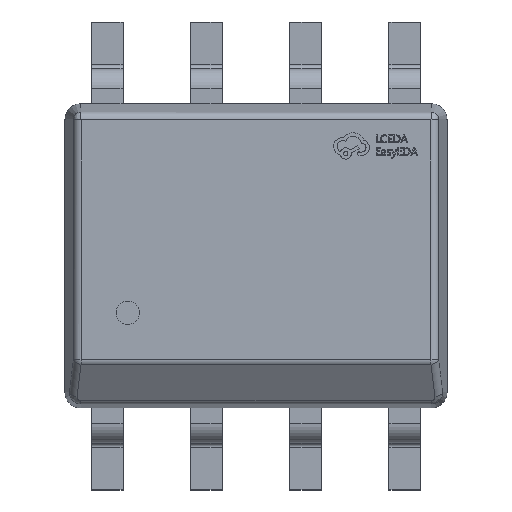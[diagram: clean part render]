
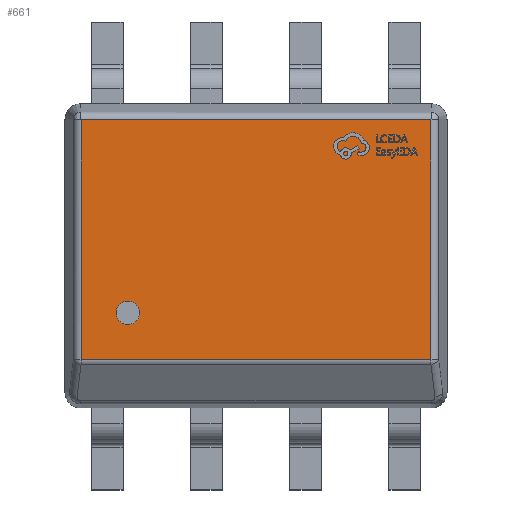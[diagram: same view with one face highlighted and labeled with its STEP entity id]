
A CAD part, top view. The second image highlights one B-rep face of the part: STEP entity #661.
In plain terms, the highlighted planar face has unit normal (0, 0, 1).
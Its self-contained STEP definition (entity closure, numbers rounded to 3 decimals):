
#535 = CARTESIAN_POINT ( 'NONE',  ( -2.243, 1.743, 0.8 ) ) ;
#538 = AXIS2_PLACEMENT_3D ( 'NONE', #14720, #4421, #16264 ) ;
#661 = ADVANCED_FACE ( 'NONE', ( #19463, #3078 ), #19571, .T. ) ;
#1189 = ORIENTED_EDGE ( 'NONE', *, *, #18837, .F. ) ;
#1863 = EDGE_CURVE ( 'NONE', #19754, #12917, #15177, .T. ) ;
#2369 = CIRCLE ( 'NONE', #5923, 0.15 ) ;
#3078 = FACE_OUTER_BOUND ( 'NONE', #21852, .T. ) ;
#3811 = EDGE_LOOP ( 'NONE', ( #20988, #1189 ) ) ;
#3895 = VECTOR ( 'NONE', #20235, 1000. ) ;
#4421 = DIRECTION ( 'NONE',  ( 0., 0., 1. ) ) ;
#5183 = VERTEX_POINT ( 'NONE', #18062 ) ;
#5258 = EDGE_CURVE ( 'NONE', #16760, #21613, #15422, .T. ) ;
#5323 = CIRCLE ( 'NONE', #7085, 0.15 ) ;
#5923 = AXIS2_PLACEMENT_3D ( 'NONE', #16804, #13286, #16355 ) ;
#6285 = LINE ( 'NONE', #14714, #7197 ) ;
#7085 = AXIS2_PLACEMENT_3D ( 'NONE', #21454, #11498, #18368 ) ;
#7197 = VECTOR ( 'NONE', #21341, 1000. ) ;
#7317 = CARTESIAN_POINT ( 'NONE',  ( -2.243, -1.333, 0.8 ) ) ;
#8725 = CARTESIAN_POINT ( 'NONE',  ( 2.243, 1.743, 0.8 ) ) ;
#9845 = ORIENTED_EDGE ( 'NONE', *, *, #5258, .T. ) ;
#10262 = CARTESIAN_POINT ( 'NONE',  ( -1.493, -0.733, 0.8 ) ) ;
#11114 = EDGE_CURVE ( 'NONE', #21613, #19754, #6285, .T. ) ;
#11498 = DIRECTION ( 'NONE',  ( 0., 0., 1. ) ) ;
#12917 = VERTEX_POINT ( 'NONE', #13682 ) ;
#13286 = DIRECTION ( 'NONE',  ( 0., 0., 1. ) ) ;
#13496 = VECTOR ( 'NONE', #16445, 1000. ) ;
#13682 = CARTESIAN_POINT ( 'NONE',  ( 2.243, -1.333, 0.8 ) ) ;
#14415 = ORIENTED_EDGE ( 'NONE', *, *, #11114, .T. ) ;
#14714 = CARTESIAN_POINT ( 'NONE',  ( -2.243, -1.364, 0.8 ) ) ;
#14720 = CARTESIAN_POINT ( 'NONE',  ( -2.25, -1.75, 0.8 ) ) ;
#15013 = LINE ( 'NONE', #18436, #13496 ) ;
#15144 = ORIENTED_EDGE ( 'NONE', *, *, #21143, .T. ) ;
#15177 = LINE ( 'NONE', #21891, #3895 ) ;
#15200 = CARTESIAN_POINT ( 'NONE',  ( -2.25, 1.743, 0.8 ) ) ;
#15252 = ORIENTED_EDGE ( 'NONE', *, *, #1863, .T. ) ;
#15422 = LINE ( 'NONE', #15200, #20984 ) ;
#16264 = DIRECTION ( 'NONE',  ( 1., 0., 0. ) ) ;
#16355 = DIRECTION ( 'NONE',  ( 1., 0., 0. ) ) ;
#16445 = DIRECTION ( 'NONE',  ( 0., 1., 0. ) ) ;
#16760 = VERTEX_POINT ( 'NONE', #8725 ) ;
#16804 = CARTESIAN_POINT ( 'NONE',  ( -1.643, -0.733, 0.8 ) ) ;
#17308 = EDGE_CURVE ( 'NONE', #20085, #5183, #2369, .T. ) ;
#18062 = CARTESIAN_POINT ( 'NONE',  ( -1.793, -0.733, 0.8 ) ) ;
#18368 = DIRECTION ( 'NONE',  ( 1., 0., 0. ) ) ;
#18436 = CARTESIAN_POINT ( 'NONE',  ( 2.243, 1.75, 0.8 ) ) ;
#18837 = EDGE_CURVE ( 'NONE', #5183, #20085, #5323, .T. ) ;
#19463 = FACE_BOUND ( 'NONE', #3811, .T. ) ;
#19571 = PLANE ( 'NONE',  #538 ) ;
#19754 = VERTEX_POINT ( 'NONE', #7317 ) ;
#20041 = DIRECTION ( 'NONE',  ( -1., 0., 0. ) ) ;
#20085 = VERTEX_POINT ( 'NONE', #10262 ) ;
#20235 = DIRECTION ( 'NONE',  ( 1., 0., 0. ) ) ;
#20984 = VECTOR ( 'NONE', #20041, 1000. ) ;
#20988 = ORIENTED_EDGE ( 'NONE', *, *, #17308, .F. ) ;
#21143 = EDGE_CURVE ( 'NONE', #12917, #16760, #15013, .T. ) ;
#21341 = DIRECTION ( 'NONE',  ( 0., -1., 0. ) ) ;
#21454 = CARTESIAN_POINT ( 'NONE',  ( -1.643, -0.733, 0.8 ) ) ;
#21613 = VERTEX_POINT ( 'NONE', #535 ) ;
#21852 = EDGE_LOOP ( 'NONE', ( #14415, #15252, #15144, #9845 ) ) ;
#21891 = CARTESIAN_POINT ( 'NONE',  ( -2.25, -1.333, 0.8 ) ) ;
